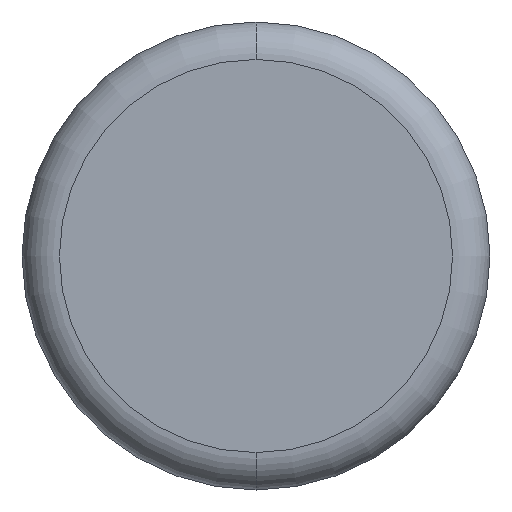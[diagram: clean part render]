
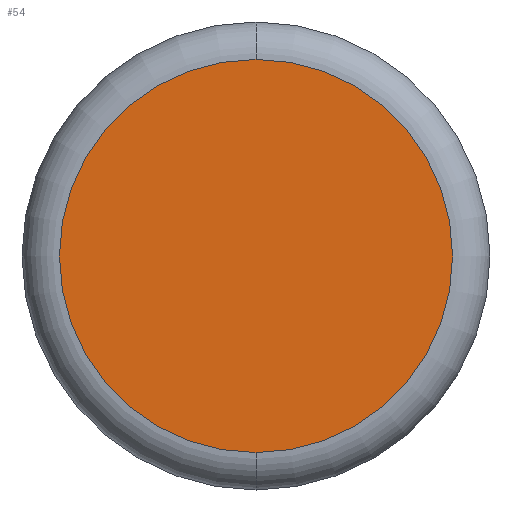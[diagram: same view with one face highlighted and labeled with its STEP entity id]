
A CAD part, front view. The second image highlights one B-rep face of the part: STEP entity #54.
In plain terms, the highlighted planar face has unit normal (0, -1, 0).
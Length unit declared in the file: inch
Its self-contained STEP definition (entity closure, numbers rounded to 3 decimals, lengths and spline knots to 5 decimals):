
#13 = DIRECTION ( 'NONE',  ( 0., -1., 0. ) ) ;
#36 = ORIENTED_EDGE ( 'NONE', *, *, #430, .T. ) ;
#45 = PLANE ( 'NONE',  #52 ) ;
#52 = AXIS2_PLACEMENT_3D ( 'NONE', #429, #391, #171 ) ;
#54 = ADVANCED_FACE ( 'NONE', ( #419 ), #45, .T. ) ;
#125 = AXIS2_PLACEMENT_3D ( 'NONE', #353, #13, #526 ) ;
#171 = DIRECTION ( 'NONE',  ( 0., 0., -1. ) ) ;
#201 = CARTESIAN_POINT ( 'NONE',  ( 0., 0., -0.0525 ) ) ;
#218 = AXIS2_PLACEMENT_3D ( 'NONE', #290, #243, #332 ) ;
#243 = DIRECTION ( 'NONE',  ( 0., -1., 0. ) ) ;
#281 = EDGE_CURVE ( 'NONE', #321, #282, #518, .T. ) ;
#282 = VERTEX_POINT ( 'NONE', #458 ) ;
#290 = CARTESIAN_POINT ( 'NONE',  ( 0., 0., 0. ) ) ;
#321 = VERTEX_POINT ( 'NONE', #201 ) ;
#332 = DIRECTION ( 'NONE',  ( 0., 0., -1. ) ) ;
#353 = CARTESIAN_POINT ( 'NONE',  ( 0., 0., 0. ) ) ;
#365 = EDGE_LOOP ( 'NONE', ( #367, #36 ) ) ;
#367 = ORIENTED_EDGE ( 'NONE', *, *, #281, .T. ) ;
#391 = DIRECTION ( 'NONE',  ( 0., -1., 0. ) ) ;
#419 = FACE_OUTER_BOUND ( 'NONE', #365, .T. ) ;
#424 = CIRCLE ( 'NONE', #125, 0.0525 ) ;
#429 = CARTESIAN_POINT ( 'NONE',  ( 0., 0., 0. ) ) ;
#430 = EDGE_CURVE ( 'NONE', #282, #321, #424, .T. ) ;
#458 = CARTESIAN_POINT ( 'NONE',  ( 0., 0., 0.0525 ) ) ;
#518 = CIRCLE ( 'NONE', #218, 0.0525 ) ;
#526 = DIRECTION ( 'NONE',  ( 0., 0., -1. ) ) ;
